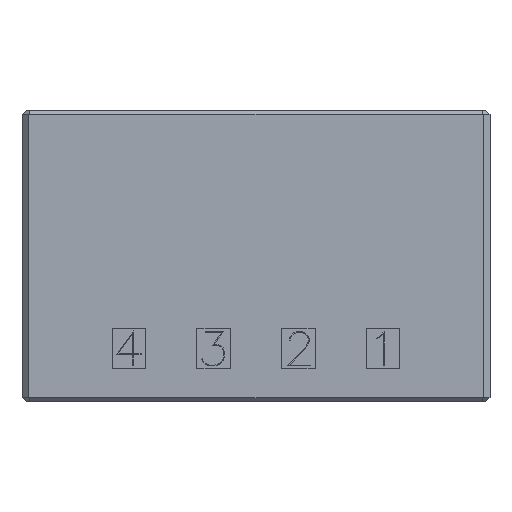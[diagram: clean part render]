
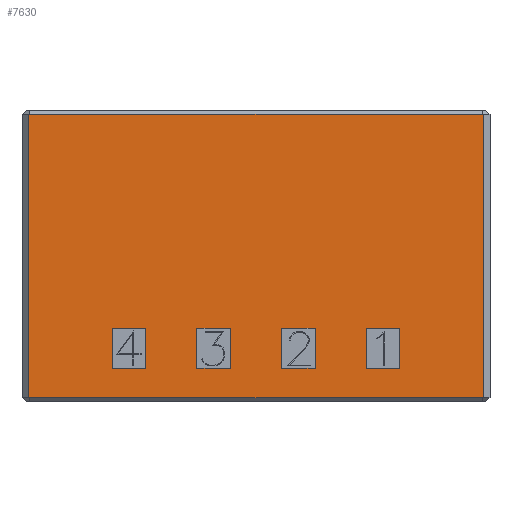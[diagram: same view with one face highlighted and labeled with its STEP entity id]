
A CAD part, front view. The second image highlights one B-rep face of the part: STEP entity #7630.
In plain terms, the highlighted planar face has unit normal (0, -1, 0).
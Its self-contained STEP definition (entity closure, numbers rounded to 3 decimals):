
#4591=CARTESIAN_POINT('',(17.025,-6.25,-6.7));
#4592=VERTEX_POINT('',#4591);
#4599=CARTESIAN_POINT('',(-17.025,-6.25,-6.7));
#4600=VERTEX_POINT('',#4599);
#4601=CARTESIAN_POINT('',(17.025,-6.25,-6.7));
#4602=DIRECTION('',(-1.,0.,0.));
#4603=VECTOR('',#4602,34.05);
#4604=LINE('',#4601,#4603);
#4605=EDGE_CURVE('',#4592,#4600,#4604,.T.);
#4715=CARTESIAN_POINT('',(-17.025,-6.25,14.5));
#4716=VERTEX_POINT('',#4715);
#4794=CARTESIAN_POINT('',(17.025,-6.25,14.5));
#4795=VERTEX_POINT('',#4794);
#4817=CARTESIAN_POINT('',(-17.025,-6.25,14.5));
#4818=DIRECTION('',(1.,0.,0.));
#4819=VECTOR('',#4818,34.05);
#4820=LINE('',#4817,#4819);
#4821=EDGE_CURVE('',#4716,#4795,#4820,.T.);
#5196=CARTESIAN_POINT('',(-17.025,-6.25,-6.7));
#5197=DIRECTION('',(0.,0.,1.));
#5198=VECTOR('',#5197,21.2);
#5199=LINE('',#5196,#5198);
#5200=EDGE_CURVE('',#4600,#4716,#5199,.T.);
#5264=CARTESIAN_POINT('',(17.025,-6.25,14.5));
#5265=DIRECTION('',(0.,0.,-1.));
#5266=VECTOR('',#5265,21.2);
#5267=LINE('',#5264,#5266);
#5268=EDGE_CURVE('',#4795,#4592,#5267,.T.);
#7483=CARTESIAN_POINT('',(0.,-6.25,3.9));
#7484=DIRECTION('',(1.,0.,0.));
#7485=DIRECTION('',(0.,-1.,0.));
#7486=AXIS2_PLACEMENT_3D('',#7483,#7485,#7484);
#7487=PLANE('',#7486);
#7488=ORIENTED_EDGE('',*,*,#4605,.F.);
#7489=ORIENTED_EDGE('',*,*,#5268,.F.);
#7490=ORIENTED_EDGE('',*,*,#4821,.F.);
#7491=ORIENTED_EDGE('',*,*,#5200,.F.);
#7492=EDGE_LOOP('',(#7488,#7489,#7490,#7491));
#7493=FACE_OUTER_BOUND('',#7492,.T.);
#7494=CARTESIAN_POINT('',(-8.275,-6.25,-4.5));
#7495=VERTEX_POINT('',#7494);
#7496=CARTESIAN_POINT('',(-10.775,-6.25,-4.5));
#7497=VERTEX_POINT('',#7496);
#7498=CARTESIAN_POINT('',(-8.275,-6.25,-4.5));
#7499=DIRECTION('',(-1.,0.,0.));
#7500=VECTOR('',#7499,2.5);
#7501=LINE('',#7498,#7500);
#7502=EDGE_CURVE('',#7495,#7497,#7501,.T.);
#7503=ORIENTED_EDGE('',*,*,#7502,.T.);
#7504=CARTESIAN_POINT('',(-10.775,-6.25,-1.5));
#7505=VERTEX_POINT('',#7504);
#7506=CARTESIAN_POINT('',(-10.775,-6.25,-4.5));
#7507=DIRECTION('',(0.,0.,1.));
#7508=VECTOR('',#7507,3.);
#7509=LINE('',#7506,#7508);
#7510=EDGE_CURVE('',#7497,#7505,#7509,.T.);
#7511=ORIENTED_EDGE('',*,*,#7510,.T.);
#7512=CARTESIAN_POINT('',(-8.275,-6.25,-1.5));
#7513=VERTEX_POINT('',#7512);
#7514=CARTESIAN_POINT('',(-10.775,-6.25,-1.5));
#7515=DIRECTION('',(1.,0.,0.));
#7516=VECTOR('',#7515,2.5);
#7517=LINE('',#7514,#7516);
#7518=EDGE_CURVE('',#7505,#7513,#7517,.T.);
#7519=ORIENTED_EDGE('',*,*,#7518,.T.);
#7520=CARTESIAN_POINT('',(-8.275,-6.25,-1.5));
#7521=DIRECTION('',(0.,0.,-1.));
#7522=VECTOR('',#7521,3.);
#7523=LINE('',#7520,#7522);
#7524=EDGE_CURVE('',#7513,#7495,#7523,.T.);
#7525=ORIENTED_EDGE('',*,*,#7524,.T.);
#7526=EDGE_LOOP('',(#7503,#7511,#7519,#7525));
#7527=FACE_BOUND('',#7526,.T.);
#7528=CARTESIAN_POINT('',(-1.925,-6.25,-1.5));
#7529=VERTEX_POINT('',#7528);
#7530=CARTESIAN_POINT('',(-1.925,-6.25,-4.5));
#7531=VERTEX_POINT('',#7530);
#7532=CARTESIAN_POINT('',(-1.925,-6.25,-1.5));
#7533=DIRECTION('',(0.,0.,-1.));
#7534=VECTOR('',#7533,3.);
#7535=LINE('',#7532,#7534);
#7536=EDGE_CURVE('',#7529,#7531,#7535,.T.);
#7537=ORIENTED_EDGE('',*,*,#7536,.T.);
#7538=CARTESIAN_POINT('',(-4.425,-6.25,-4.5));
#7539=VERTEX_POINT('',#7538);
#7540=CARTESIAN_POINT('',(-1.925,-6.25,-4.5));
#7541=DIRECTION('',(-1.,0.,0.));
#7542=VECTOR('',#7541,2.5);
#7543=LINE('',#7540,#7542);
#7544=EDGE_CURVE('',#7531,#7539,#7543,.T.);
#7545=ORIENTED_EDGE('',*,*,#7544,.T.);
#7546=CARTESIAN_POINT('',(-4.425,-6.25,-1.5));
#7547=VERTEX_POINT('',#7546);
#7548=CARTESIAN_POINT('',(-4.425,-6.25,-4.5));
#7549=DIRECTION('',(0.,0.,1.));
#7550=VECTOR('',#7549,3.);
#7551=LINE('',#7548,#7550);
#7552=EDGE_CURVE('',#7539,#7547,#7551,.T.);
#7553=ORIENTED_EDGE('',*,*,#7552,.T.);
#7554=CARTESIAN_POINT('',(-4.425,-6.25,-1.5));
#7555=DIRECTION('',(1.,0.,0.));
#7556=VECTOR('',#7555,2.5);
#7557=LINE('',#7554,#7556);
#7558=EDGE_CURVE('',#7547,#7529,#7557,.T.);
#7559=ORIENTED_EDGE('',*,*,#7558,.T.);
#7560=EDGE_LOOP('',(#7537,#7545,#7553,#7559));
#7561=FACE_BOUND('',#7560,.T.);
#7562=CARTESIAN_POINT('',(4.425,-6.25,-1.5));
#7563=VERTEX_POINT('',#7562);
#7564=CARTESIAN_POINT('',(4.425,-6.25,-4.5));
#7565=VERTEX_POINT('',#7564);
#7566=CARTESIAN_POINT('',(4.425,-6.25,-1.5));
#7567=DIRECTION('',(0.,0.,-1.));
#7568=VECTOR('',#7567,3.);
#7569=LINE('',#7566,#7568);
#7570=EDGE_CURVE('',#7563,#7565,#7569,.T.);
#7571=ORIENTED_EDGE('',*,*,#7570,.T.);
#7572=CARTESIAN_POINT('',(1.925,-6.25,-4.5));
#7573=VERTEX_POINT('',#7572);
#7574=CARTESIAN_POINT('',(4.425,-6.25,-4.5));
#7575=DIRECTION('',(-1.,0.,0.));
#7576=VECTOR('',#7575,2.5);
#7577=LINE('',#7574,#7576);
#7578=EDGE_CURVE('',#7565,#7573,#7577,.T.);
#7579=ORIENTED_EDGE('',*,*,#7578,.T.);
#7580=CARTESIAN_POINT('',(1.925,-6.25,-1.5));
#7581=VERTEX_POINT('',#7580);
#7582=CARTESIAN_POINT('',(1.925,-6.25,-4.5));
#7583=DIRECTION('',(0.,0.,1.));
#7584=VECTOR('',#7583,3.);
#7585=LINE('',#7582,#7584);
#7586=EDGE_CURVE('',#7573,#7581,#7585,.T.);
#7587=ORIENTED_EDGE('',*,*,#7586,.T.);
#7588=CARTESIAN_POINT('',(1.925,-6.25,-1.5));
#7589=DIRECTION('',(1.,0.,0.));
#7590=VECTOR('',#7589,2.5);
#7591=LINE('',#7588,#7590);
#7592=EDGE_CURVE('',#7581,#7563,#7591,.T.);
#7593=ORIENTED_EDGE('',*,*,#7592,.T.);
#7594=EDGE_LOOP('',(#7571,#7579,#7587,#7593));
#7595=FACE_BOUND('',#7594,.T.);
#7596=CARTESIAN_POINT('',(8.275,-6.25,-1.5));
#7597=VERTEX_POINT('',#7596);
#7598=CARTESIAN_POINT('',(10.775,-6.25,-1.5));
#7599=VERTEX_POINT('',#7598);
#7600=CARTESIAN_POINT('',(8.275,-6.25,-1.5));
#7601=DIRECTION('',(1.,0.,0.));
#7602=VECTOR('',#7601,2.5);
#7603=LINE('',#7600,#7602);
#7604=EDGE_CURVE('',#7597,#7599,#7603,.T.);
#7605=ORIENTED_EDGE('',*,*,#7604,.T.);
#7606=CARTESIAN_POINT('',(10.775,-6.25,-4.5));
#7607=VERTEX_POINT('',#7606);
#7608=CARTESIAN_POINT('',(10.775,-6.25,-1.5));
#7609=DIRECTION('',(0.,0.,-1.));
#7610=VECTOR('',#7609,3.);
#7611=LINE('',#7608,#7610);
#7612=EDGE_CURVE('',#7599,#7607,#7611,.T.);
#7613=ORIENTED_EDGE('',*,*,#7612,.T.);
#7614=CARTESIAN_POINT('',(8.275,-6.25,-4.5));
#7615=VERTEX_POINT('',#7614);
#7616=CARTESIAN_POINT('',(10.775,-6.25,-4.5));
#7617=DIRECTION('',(-1.,0.,0.));
#7618=VECTOR('',#7617,2.5);
#7619=LINE('',#7616,#7618);
#7620=EDGE_CURVE('',#7607,#7615,#7619,.T.);
#7621=ORIENTED_EDGE('',*,*,#7620,.T.);
#7622=CARTESIAN_POINT('',(8.275,-6.25,-4.5));
#7623=DIRECTION('',(0.,0.,1.));
#7624=VECTOR('',#7623,3.);
#7625=LINE('',#7622,#7624);
#7626=EDGE_CURVE('',#7615,#7597,#7625,.T.);
#7627=ORIENTED_EDGE('',*,*,#7626,.T.);
#7628=EDGE_LOOP('',(#7605,#7613,#7621,#7627));
#7629=FACE_BOUND('',#7628,.T.);
#7630=ADVANCED_FACE('',(#7493,#7527,#7561,#7595,#7629),#7487,.T.);
